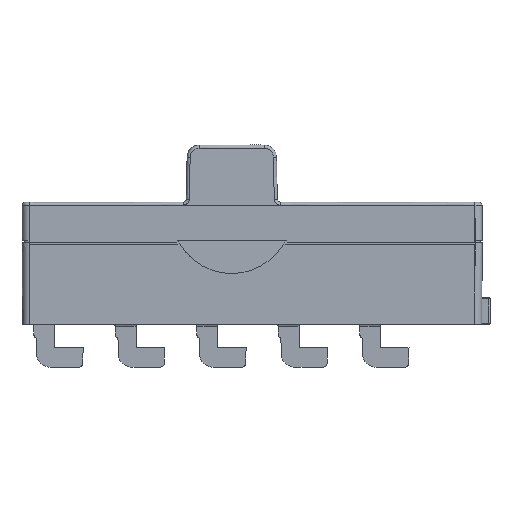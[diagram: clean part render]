
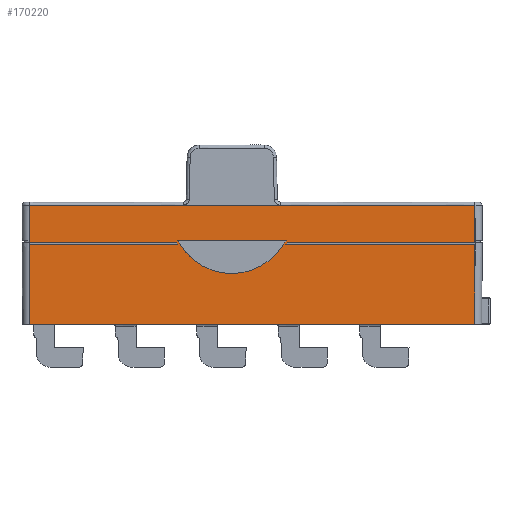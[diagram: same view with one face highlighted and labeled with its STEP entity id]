
A CAD part, left-side view. The second image highlights one B-rep face of the part: STEP entity #170220.
In plain terms, the highlighted planar face has unit normal (-1, 0, 0).
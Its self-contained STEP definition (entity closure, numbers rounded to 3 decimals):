
#58520=CARTESIAN_POINT('',(57.5,-39.347,0.))
;
#58530=VERTEX_POINT('',#58520);
#58560=CARTESIAN_POINT('',(57.5,-39.347,0.))
;
#58570=DIRECTION('',(0.,0.,1.));
#58580=VECTOR('',#58570,1.);
#58590=LINE('',#58560,#58580);
#58600=CARTESIAN_POINT('',(57.5,-39.347,39.195));
#58610=VERTEX_POINT('',#58600);
#58620=EDGE_CURVE('',#58530,#58610,#58590,.T.);
#60820=CARTESIAN_POINT('',(57.5,179.151,0.));
#60830=VERTEX_POINT('',#60820);
#60860=CARTESIAN_POINT('',(57.5,179.151,0.));
#60870=DIRECTION('',(0.,-1.,0.));
#60880=VECTOR('',#60870,1.);
#60890=LINE('',#60860,#60880);
#60900=EDGE_CURVE('',#60830,#58530,#60890,.T.);
#94910=CARTESIAN_POINT('',(57.5,106.475,39.195));
#94920=VERTEX_POINT('',#94910);
#94990=CARTESIAN_POINT('',(57.5,107.036,40.));
#95000=VERTEX_POINT('',#94990);
#95030=CARTESIAN_POINT('',(57.5,79.157,0.));
#95040=DIRECTION('',(0.,0.572,0.82));
#95050=VECTOR('',#95040,1.);
#95060=LINE('',#95030,#95050);
#95070=EDGE_CURVE('',#94920,#95000,#95060,.T.);
#96000=CARTESIAN_POINT('',(57.5,179.151,40.));
#96010=VERTEX_POINT('',#96000);
#96040=CARTESIAN_POINT('',(57.5,0.,40.));
#96050=DIRECTION('',(0.,-1.,0.));
#96060=VECTOR('',#96050,1.);
#96070=LINE('',#96040,#96060);
#96080=EDGE_CURVE('',#96010,#95000,#96070,.T.);
#129200=CARTESIAN_POINT('',(57.5,-39.347,41.));
#129210=VERTEX_POINT('',#129200);
#134500=CARTESIAN_POINT('',(57.5,179.151,41.));
#134510=VERTEX_POINT('',#134500);
#142840=CARTESIAN_POINT('',(57.5,179.151,58.513));
#142850=VERTEX_POINT('',#142840);
#142880=CARTESIAN_POINT('',(57.5,179.151,58.513));
#142890=DIRECTION('',(0.,0.,-1.));
#142900=VECTOR('',#142890,1.);
#142910=LINE('',#142880,#142900);
#142920=EDGE_CURVE('',#142850,#134510,#142910,.T.);
#143180=CARTESIAN_POINT('',(57.5,-39.347,58.513));
#143190=VERTEX_POINT('',#143180);
#143220=CARTESIAN_POINT('',(57.5,-39.347,58.513));
#143230=DIRECTION('',(0.,1.,0.));
#143240=VECTOR('',#143230,1.);
#143250=LINE('',#143220,#143240);
#143260=EDGE_CURVE('',#143190,#142850,#143250,.T.);
#143380=EDGE_CURVE('',#129210,#143190,#58590,.T.);
#168870=CARTESIAN_POINT('',(57.5,70.,42.607));
#168880=DIRECTION('',(1.,0.,0.));
#168890=DIRECTION('',(0.,1.,0.));
#168900=AXIS2_PLACEMENT_3D('',#168870,#168880,#168890);
#168910=PLANE('',#168900);
#168920=CARTESIAN_POINT('',(57.5,343.276,114.744));
#168930=CARTESIAN_POINT('',(57.5,266.044,91.055));
#168940=CARTESIAN_POINT('',(57.5,188.812,67.366));
#168950=CARTESIAN_POINT('',(57.5,110.15,43.238));
#168960=CARTESIAN_POINT('',(57.5,108.801,42.537));
#168970=CARTESIAN_POINT('',(57.5,107.03,41.16));
#168980=CARTESIAN_POINT('',(57.5,106.481,40.646));
#168990=CARTESIAN_POINT('',(57.5,105.735,39.809));
#169000=CARTESIAN_POINT('',(57.5,105.499,39.519));
#169010=CARTESIAN_POINT('',(57.5,105.165,39.068));
#169020=CARTESIAN_POINT('',(57.5,105.057,38.916));
#169030=CARTESIAN_POINT('',(57.5,104.848,38.605));
#169040=CARTESIAN_POINT('',(57.5,104.687,38.348));
#169050=CARTESIAN_POINT('',(57.5,62.687,-30.741));
#169060=CARTESIAN_POINT('',(57.5,20.724,-99.77));
#169070=CARTESIAN_POINT('',(57.5,-21.239,-168.799));
#169080=B_SPLINE_CURVE_WITH_KNOTS('',3,(#168920,#168930,#168940,#168950,
#168960,#168970,#168980,#168990,#169000,#169010,#169020,#169030,#169040,
#169050,#169060,#169070),.UNSPECIFIED.,.F.,.F.,(4,2,2,2,2,2,2,4),(
-172.535,12.124,15.545,17.256,
18.111,18.538,18.966,512.48),
.UNSPECIFIED.);
#169090=CARTESIAN_POINT('',(57.5,106.886,41.));
#169100=VERTEX_POINT('',#169090);
#169110=CARTESIAN_POINT('',(57.5,104.685,38.343));
#169120=VERTEX_POINT('',#169110);
#169130=EDGE_CURVE('',#169100,#169120,#169080,.T.);
#169140=ORIENTED_EDGE('',*,*,#169130,.F.);
#169150=CARTESIAN_POINT('',(57.5,79.999,0.332));
#169160=CARTESIAN_POINT('',(57.5,71.766,13.007));
#169170=CARTESIAN_POINT('',(57.5,63.534,25.683));
#169180=CARTESIAN_POINT('',(57.5,55.293,38.373));
#169190=CARTESIAN_POINT('',(57.5,55.638,37.851));
#169200=CARTESIAN_POINT('',(57.5,55.986,37.349));
#169210=CARTESIAN_POINT('',(57.5,56.164,37.101));
#169220=CARTESIAN_POINT('',(57.5,56.71,36.366));
#169230=CARTESIAN_POINT('',(57.5,57.088,35.887));
#169240=CARTESIAN_POINT('',(57.5,58.268,34.488));
#169250=CARTESIAN_POINT('',(57.5,59.112,33.605));
#169260=CARTESIAN_POINT('',(57.5,61.804,31.116));
#169270=CARTESIAN_POINT('',(57.5,63.799,29.687));
#169280=CARTESIAN_POINT('',(57.5,68.095,27.354));
#169290=CARTESIAN_POINT('',(57.5,70.381,26.46));
#169300=CARTESIAN_POINT('',(57.5,75.119,25.257));
#169310=CARTESIAN_POINT('',(57.5,77.554,24.952));
#169320=CARTESIAN_POINT('',(57.5,82.443,24.952));
#169330=CARTESIAN_POINT('',(57.5,84.878,25.257));
#169340=CARTESIAN_POINT('',(57.5,89.616,26.46));
#169350=CARTESIAN_POINT('',(57.5,91.902,27.354));
#169360=CARTESIAN_POINT('',(57.5,96.198,29.687));
#169370=CARTESIAN_POINT('',(57.5,98.193,31.116));
#169380=CARTESIAN_POINT('',(57.5,100.885,33.605));
#169390=CARTESIAN_POINT('',(57.5,101.73,34.488));
#169400=CARTESIAN_POINT('',(57.5,102.909,35.887));
#169410=CARTESIAN_POINT('',(57.5,103.287,36.366));
#169420=CARTESIAN_POINT('',(57.5,103.833,37.101));
#169430=CARTESIAN_POINT('',(57.5,104.011,37.349));
#169440=CARTESIAN_POINT('',(57.5,104.359,37.851));
#169450=CARTESIAN_POINT('',(57.5,104.705,38.373));
#169460=CARTESIAN_POINT('',(57.5,96.463,25.683));
#169470=CARTESIAN_POINT('',(57.5,88.231,13.007));
#169480=CARTESIAN_POINT('',(57.5,79.999,0.332));
#169490=B_SPLINE_CURVE_WITH_KNOTS('',3,(#169150,#169160,#169170,#169180,
#169190,#169200,#169210,#169220,#169230,#169240,#169250,#169260,#169270,
#169280,#169290,#169300,#169310,#169320,#169330,#169340,#169350,#169360,
#169370,#169380,#169390,#169400,#169410,#169420,#169430,#169440,#169450,
#169460,#169470,#169480),.UNSPECIFIED.,.T.,.F.,(4,2,2,2,2,2,2,2,2,2,2,2,
2,2,2,2,4),(-884.695,0.,1.006,2.013,
4.026,8.051,16.103,24.154,
32.205,40.256,48.308,56.359,
60.385,62.398,63.404,64.41,
949.222),.UNSPECIFIED.);
#169500=CARTESIAN_POINT('',(57.5,55.313,38.343));
#169510=VERTEX_POINT('',#169500);
#169520=EDGE_CURVE('',#169510,#169120,#169490,.T.);
#169530=ORIENTED_EDGE('',*,*,#169520,.T.);
#169540=CARTESIAN_POINT('',(57.5,55.347,38.288));
#169550=CARTESIAN_POINT('',(57.5,55.31,38.348));
#169560=CARTESIAN_POINT('',(57.5,55.149,38.605));
#169570=CARTESIAN_POINT('',(57.5,54.941,38.915));
#169580=CARTESIAN_POINT('',(57.5,54.833,39.067));
#169590=CARTESIAN_POINT('',(57.5,54.499,39.518));
#169600=CARTESIAN_POINT('',(57.5,54.263,39.809));
#169610=CARTESIAN_POINT('',(57.5,53.516,40.647));
#169620=CARTESIAN_POINT('',(57.5,52.968,41.159));
#169630=CARTESIAN_POINT('',(57.5,51.197,42.537));
#169640=CARTESIAN_POINT('',(57.5,49.846,43.239));
#169650=CARTESIAN_POINT('',(57.5,48.417,43.677));
#169660=B_SPLINE_CURVE_WITH_KNOTS('',3,(#169540,#169550,#169560,#169570,
#169580,#169590,#169600,#169610,#169620,#169630,#169640,#169650),
.UNSPECIFIED.,.F.,.F.,(4,2,2,2,2,4),(0.,0.428,
0.855,1.71,3.421,6.842),
.UNSPECIFIED.);
#169670=CARTESIAN_POINT('',(57.5,53.112,41.));
#169680=VERTEX_POINT('',#169670);
#169690=EDGE_CURVE('',#169510,#169680,#169660,.T.);
#169700=ORIENTED_EDGE('',*,*,#169690,.F.);
#169710=CARTESIAN_POINT('',(57.5,0.,41.));
#169720=DIRECTION('',(-0.,1.,0.));
#169730=VECTOR('',#169720,1.);
#169740=LINE('',#169710,#169730);
#169750=EDGE_CURVE('',#169680,#169100,#169740,.T.);
#169760=ORIENTED_EDGE('',*,*,#169750,.F.);
#169770=EDGE_LOOP('',(#169760,#169700,#169530,#169140));
#169780=FACE_BOUND('',#169770,.T.);
#169790=CARTESIAN_POINT('',(57.5,-39.347,40.));
#169800=VERTEX_POINT('',#169790);
#169810=EDGE_CURVE('',#169800,#129210,#58590,.T.);
#169820=ORIENTED_EDGE('',*,*,#169810,.T.);
#169830=CARTESIAN_POINT('',(57.5,0.,40.));
#169840=DIRECTION('',(0.,-1.,0.));
#169850=VECTOR('',#169840,1.);
#169860=LINE('',#169830,#169850);
#169870=CARTESIAN_POINT('',(57.5,52.852,40.));
#169880=VERTEX_POINT('',#169870);
#169890=EDGE_CURVE('',#169880,#169800,#169860,.T.);
#169900=ORIENTED_EDGE('',*,*,#169890,.T.);
#169910=CARTESIAN_POINT('',(57.5,83.815,0.));
#169920=DIRECTION('',(0.,0.612,-0.791));
#169930=VECTOR('',#169920,1.);
#169940=LINE('',#169910,#169930);
#169950=CARTESIAN_POINT('',(57.5,53.475,39.195));
#169960=VERTEX_POINT('',#169950);
#169970=EDGE_CURVE('',#169880,#169960,#169940,.T.);
#169980=ORIENTED_EDGE('',*,*,#169970,.F.);
#169990=CARTESIAN_POINT('',(57.5,0.,39.195));
#170000=DIRECTION('',(0.,1.,0.));
#170010=VECTOR('',#170000,1.);
#170020=LINE('',#169990,#170010);
#170030=EDGE_CURVE('',#58610,#169960,#170020,.T.);
#170040=ORIENTED_EDGE('',*,*,#170030,.T.);
#170050=ORIENTED_EDGE('',*,*,#58620,.T.);
#170060=ORIENTED_EDGE('',*,*,#60900,.T.);
#170070=CARTESIAN_POINT('',(57.5,179.151,39.195));
#170080=VERTEX_POINT('',#170070);
#170090=EDGE_CURVE('',#170080,#60830,#142910,.T.);
#170100=ORIENTED_EDGE('',*,*,#170090,.T.);
#170110=EDGE_CURVE('',#94920,#170080,#170020,.T.);
#170120=ORIENTED_EDGE('',*,*,#170110,.T.);
#170130=ORIENTED_EDGE('',*,*,#95070,.F.);
#170140=ORIENTED_EDGE('',*,*,#96080,.T.);
#170150=EDGE_CURVE('',#134510,#96010,#142910,.T.);
#170160=ORIENTED_EDGE('',*,*,#170150,.T.);
#170170=ORIENTED_EDGE('',*,*,#142920,.T.);
#170180=ORIENTED_EDGE('',*,*,#143260,.T.);
#170190=ORIENTED_EDGE('',*,*,#143380,.T.);
#170200=EDGE_LOOP('',(#170190,#170180,#170170,#170160,#170140,#170130,
#170120,#170100,#170060,#170050,#170040,#169980,#169900,#169820));
#170210=FACE_OUTER_BOUND('',#170200,.T.);
#170220=ADVANCED_FACE('',(#169780,#170210),#168910,.F.);
